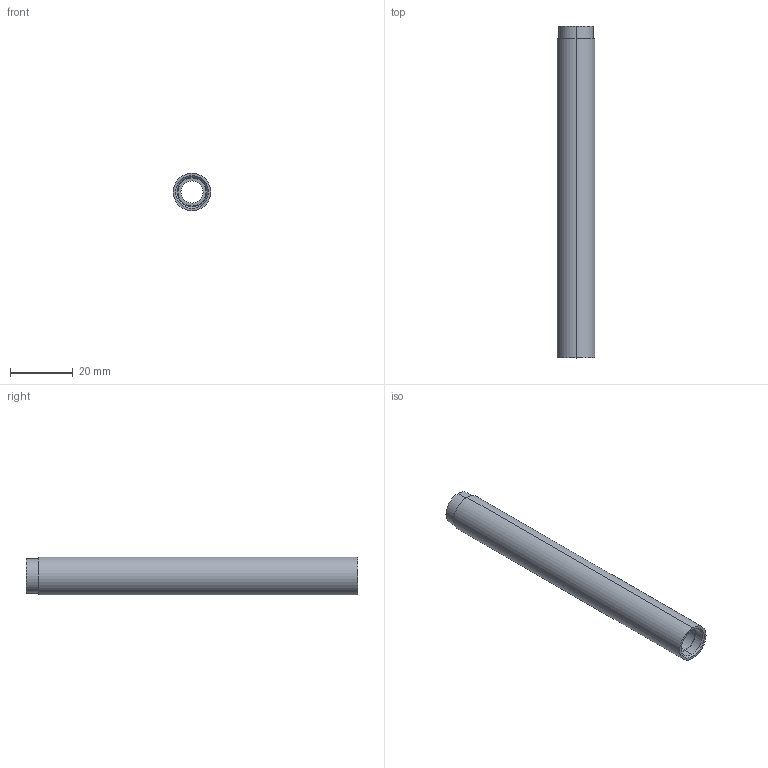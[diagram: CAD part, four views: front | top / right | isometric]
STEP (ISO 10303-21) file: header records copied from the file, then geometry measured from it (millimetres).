
FILE_DESCRIPTION (( 'STEP AP214' ), '1' );
FILE_NAME ('Tube vérin.STEP', '2024-05-27T23:15:35', ( '' ), ( '' ), 'SwSTEP 2.0', 'SolidWorks 2023', '' );
FILE_SCHEMA (( 'AUTOMOTIVE_DESIGN' ));
Length unit declared in the file: millimetre
Products named in the file (1): Tube vérin
Bounding box: 12 x 106 x 12 mm (x, y, z)
Volume: 5458.6 mm3; surface area: 7066.9 mm2
Topology: 1 solids, 1 shells, 27 faces, 61 edges, 40 vertices
Faces by surface type: cylinder 17, plane 8, cone 2
Entity records: 802 total; most frequent: DIRECTION 153, CARTESIAN_POINT 129, ORIENTED_EDGE 122, AXIS2_PLACEMENT_3D 64, EDGE_CURVE 61, VERTEX_POINT 40, CIRCLE 36, EDGE_LOOP 33
